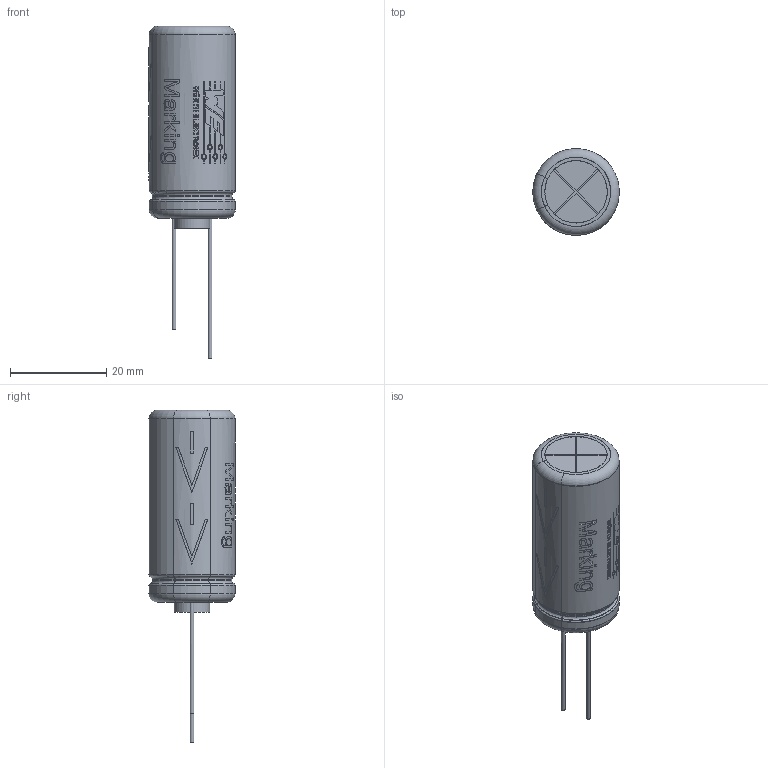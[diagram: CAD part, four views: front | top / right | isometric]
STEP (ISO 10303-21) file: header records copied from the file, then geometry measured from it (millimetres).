
FILE_DESCRIPTION(/* description */ ('Unknown'),/* implementation_level */ '2;1');
FILE_NAME(/* name */ '18x40x7.5x0.8',/* time_stamp */ '2020-04-17T11:50:35+02:00',/* author */ ('Unknown'),/* organization */ ('Unknown'),/* preprocessor_version */ 'ST-DEVELOPER v16.7',/* originating_system */ 'DEX',/* authorisation */ $);
FILE_SCHEMA (('AP242_MANAGED_MODEL_BASED_3D_ENGINEERING_MIM_LF { 1 0 10303 442 1 1 4 }','AUTOMOTIVE_DESIGN {1 0 10303 214 3 1 1}'));
Length unit declared in the file: millimetre
Products named in the file (1): 18x40x7.5x0.8
Bounding box: 17.96 x 17.96 x 69.1 mm (x, y, z)
Volume: 10100.8 mm3; surface area: 8070.9 mm2
Topology: 2 solids, 3 shells, 510 faces, 1302 edges, 863 vertices
Faces by surface type: plane 274, bspline 127, cylinder 85, torus 24
Full cylindrical faces by diameter (mm): 0.8 x2, 10 x1, 10.5 x1, 12 x1, 12.5 x1, 13 x2, 14.418 x2, 16.435 x1, 16.455 x1, 17.78 x2, 17.8 x2
Entity records: 26374 total; most frequent: CARTESIAN_POINT 11222, ORIENTED_EDGE 2518, DIRECTION 2046, EDGE_CURVE 1259, VERTEX_POINT 857, AXIS2_PLACEMENT_3D 685, LINE 676, VECTOR 676
